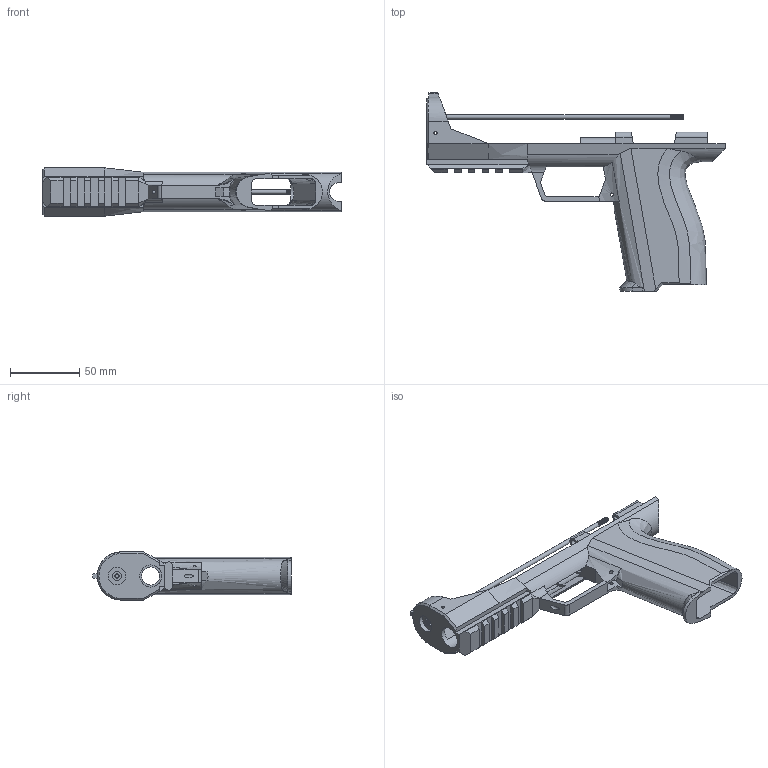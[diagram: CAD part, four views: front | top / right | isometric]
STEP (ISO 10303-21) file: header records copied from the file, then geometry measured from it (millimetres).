
FILE_DESCRIPTION(/* description */ (''),/* implementation_level */ '2;1');
FILE_NAME(/* name */ 'FRAME_TOP_RAIL v2.step',/* time_stamp */ '2021-02-12T21:48:53-05:00',/* author */ (''),/* organization */ (''),/* preprocessor_version */ 'ST-DEVELOPER v18.1',/* originating_system */ 'Autodesk Translation Framework v9.7.0.1280',/* authorisation */ '');
FILE_SCHEMA (('AUTOMOTIVE_DESIGN { 1 0 10303 214 3 1 1 }'));
Length unit declared in the file: inch
Products named in the file (5): FRAME_TOP_RAIL; Component5; 1/8 OD Connecting rod; picatinny v7; Component7
Assembly tree (4 placements, depth 3):
  FRAME_TOP_RAIL
    Component5
    1/8 OD Connecting rod
    picatinny v7
      Component7
Bounding box: 215.89 x 143.46 x 34.92 mm (x, y, z)
Volume: 109645.7 mm3; surface area: 60177.1 mm2
Topology: 2 solids, 2 shells, 276 faces, 806 edges, 528 vertices
Faces by surface type: plane 155, cylinder 90, bspline 29, cone 2
Full cylindrical faces by diameter (mm): 2.381 x3, 2.413 x2, 2.418 x7, 3.111 x16, 3.175 x1, 4.826 x1, 5.08 x4, 6.35 x3, 12.7 x1, 13.081 x1, 13.462 x1, 15.951 x2
Entity records: 13359 total; most frequent: CARTESIAN_POINT 6183, ORIENTED_EDGE 1612, DIRECTION 1274, EDGE_CURVE 806, VERTEX_POINT 528, LINE 490, VECTOR 490, AXIS2_PLACEMENT_3D 392
